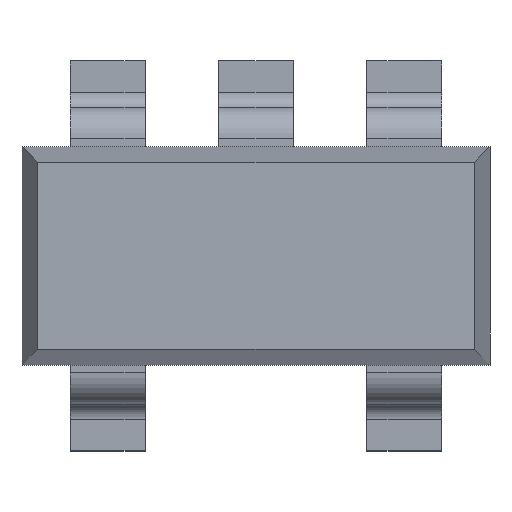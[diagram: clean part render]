
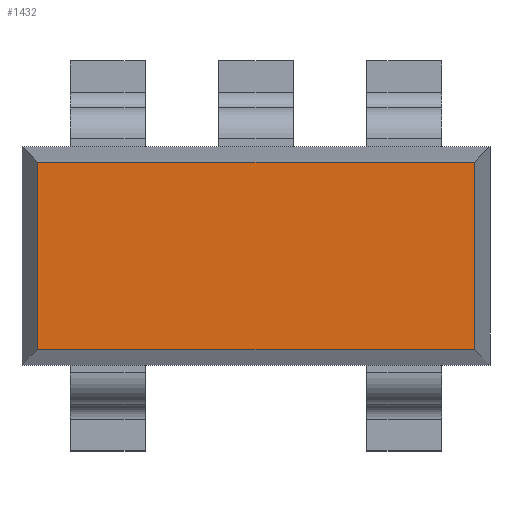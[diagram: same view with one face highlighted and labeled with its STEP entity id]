
A CAD part, top view. The second image highlights one B-rep face of the part: STEP entity #1432.
In plain terms, the highlighted planar face has unit normal (0, 0, 1).
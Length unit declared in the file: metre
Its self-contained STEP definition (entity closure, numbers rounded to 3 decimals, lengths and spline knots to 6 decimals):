
#450=ORIENTED_EDGE('',*,*,#670,.T.);
#451=ORIENTED_EDGE('',*,*,#671,.T.);
#452=ORIENTED_EDGE('',*,*,#672,.T.);
#453=ORIENTED_EDGE('',*,*,#673,.T.);
#670=EDGE_CURVE('',#810,#811,#962,.T.);
#671=EDGE_CURVE('',#811,#812,#963,.T.);
#672=EDGE_CURVE('',#812,#813,#964,.T.);
#673=EDGE_CURVE('',#813,#810,#965,.T.);
#810=VERTEX_POINT('',#2426);
#811=VERTEX_POINT('',#2427);
#812=VERTEX_POINT('',#2429);
#813=VERTEX_POINT('',#2431);
#962=LINE('',#2425,#1122);
#963=LINE('',#2428,#1123);
#964=LINE('',#2430,#1124);
#965=LINE('',#2432,#1125);
#1122=VECTOR('',#2010,1.);
#1123=VECTOR('',#2011,1.);
#1124=VECTOR('',#2012,1.);
#1125=VECTOR('',#2013,1.);
#1212=EDGE_LOOP('',(#450,#451,#452,#453));
#1292=FACE_BOUND('',#1212,.T.);
#1352=PLANE('',#1626);
#1432=ADVANCED_FACE('',(#1292),#1352,.T.);
#1626=AXIS2_PLACEMENT_3D('',#2424,#2008,#2009);
#2008=DIRECTION('',(0.,0.,1.));
#2009=DIRECTION('',(1.,0.,0.));
#2010=DIRECTION('',(0.,1.,0.));
#2011=DIRECTION('',(-1.,0.,0.));
#2012=DIRECTION('',(0.,-1.,0.));
#2013=DIRECTION('',(1.,0.,0.));
#2424=CARTESIAN_POINT('',(0.,0.,0.0011));
#2425=CARTESIAN_POINT('',(0.0014,0.,0.0011));
#2426=CARTESIAN_POINT('',(0.0014,-0.0006,0.0011));
#2427=CARTESIAN_POINT('',(0.0014,0.0006,0.0011));
#2428=CARTESIAN_POINT('',(0.,0.0006,0.0011));
#2429=CARTESIAN_POINT('',(-0.0014,0.0006,0.0011));
#2430=CARTESIAN_POINT('',(-0.0014,-0.0007,0.0011));
#2431=CARTESIAN_POINT('',(-0.0014,-0.0006,0.0011));
#2432=CARTESIAN_POINT('',(0.0015,-0.0006,0.0011));
